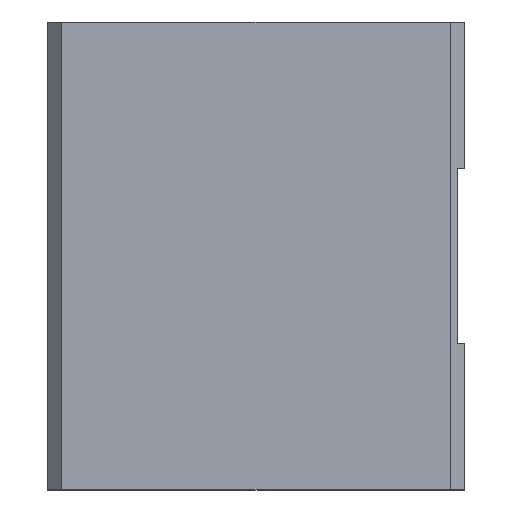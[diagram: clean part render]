
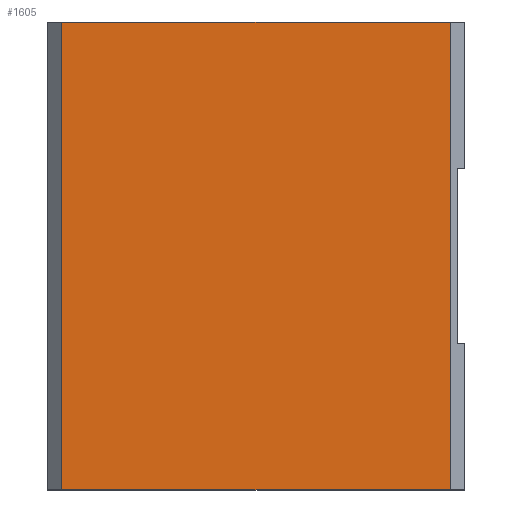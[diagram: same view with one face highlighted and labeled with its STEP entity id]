
A CAD part, left-side view. The second image highlights one B-rep face of the part: STEP entity #1605.
In plain terms, the highlighted planar face has unit normal (-1, 0, 0).
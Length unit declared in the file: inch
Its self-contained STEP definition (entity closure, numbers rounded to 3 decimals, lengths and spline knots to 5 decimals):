
#11 = CARTESIAN_POINT ( 'NONE',  ( -2.875, 0.0625, -1.375 ) ) ;
#35 = CARTESIAN_POINT ( 'NONE',  ( -2.875, 1.785, -1.375 ) ) ;
#123 = LINE ( 'NONE', #300, #1198 ) ;
#199 = CARTESIAN_POINT ( 'NONE',  ( -2.875, 0.0625, 1. ) ) ;
#215 = VERTEX_POINT ( 'NONE', #1478 ) ;
#243 = CARTESIAN_POINT ( 'NONE',  ( -2.875, 0.0625, -1. ) ) ;
#300 = CARTESIAN_POINT ( 'NONE',  ( -2.875, 1.785, 1. ) ) ;
#400 = ORIENTED_EDGE ( 'NONE', *, *, #634, .F. ) ;
#434 = DIRECTION ( 'NONE',  ( 0., 0., -1. ) ) ;
#506 = ORIENTED_EDGE ( 'NONE', *, *, #1890, .T. ) ;
#542 = VERTEX_POINT ( 'NONE', #243 ) ;
#555 = ORIENTED_EDGE ( 'NONE', *, *, #1267, .T. ) ;
#634 = EDGE_CURVE ( 'NONE', #215, #1193, #123, .T. ) ;
#663 = VECTOR ( 'NONE', #1858, 39.37008 ) ;
#734 = EDGE_CURVE ( 'NONE', #1758, #542, #1395, .T. ) ;
#739 = ORIENTED_EDGE ( 'NONE', *, *, #734, .T. ) ;
#794 = LINE ( 'NONE', #11, #663 ) ;
#892 = CARTESIAN_POINT ( 'NONE',  ( -2.875, 1.7225, -1.375 ) ) ;
#1095 = CARTESIAN_POINT ( 'NONE',  ( -2.875, 1.785, -1. ) ) ;
#1111 = FACE_OUTER_BOUND ( 'NONE', #1184, .T. ) ;
#1184 = EDGE_LOOP ( 'NONE', ( #400, #506, #739, #555 ) ) ;
#1193 = VERTEX_POINT ( 'NONE', #199 ) ;
#1198 = VECTOR ( 'NONE', #1835, 39.37008 ) ;
#1235 = VECTOR ( 'NONE', #1860, 39.37008 ) ;
#1267 = EDGE_CURVE ( 'NONE', #542, #1193, #794, .T. ) ;
#1395 = LINE ( 'NONE', #1095, #1235 ) ;
#1466 = CARTESIAN_POINT ( 'NONE',  ( -2.875, 1.7225, -1. ) ) ;
#1478 = CARTESIAN_POINT ( 'NONE',  ( -2.875, 1.7225, 1. ) ) ;
#1605 = ADVANCED_FACE ( 'NONE', ( #1111 ), #1843, .F. ) ;
#1694 = DIRECTION ( 'NONE',  ( 0., 1., 0. ) ) ;
#1758 = VERTEX_POINT ( 'NONE', #1466 ) ;
#1777 = AXIS2_PLACEMENT_3D ( 'NONE', #35, #1876, #1694 ) ;
#1835 = DIRECTION ( 'NONE',  ( 0., -1., 0. ) ) ;
#1843 = PLANE ( 'NONE',  #1777 ) ;
#1858 = DIRECTION ( 'NONE',  ( 0., 0., 1. ) ) ;
#1860 = DIRECTION ( 'NONE',  ( 0., -1., 0. ) ) ;
#1876 = DIRECTION ( 'NONE',  ( 1., 0., 0. ) ) ;
#1890 = EDGE_CURVE ( 'NONE', #215, #1758, #1977, .T. ) ;
#1977 = LINE ( 'NONE', #892, #1982 ) ;
#1982 = VECTOR ( 'NONE', #434, 39.37008 ) ;
